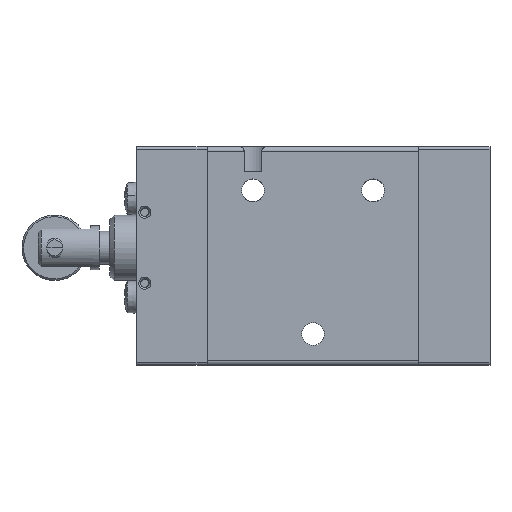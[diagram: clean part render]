
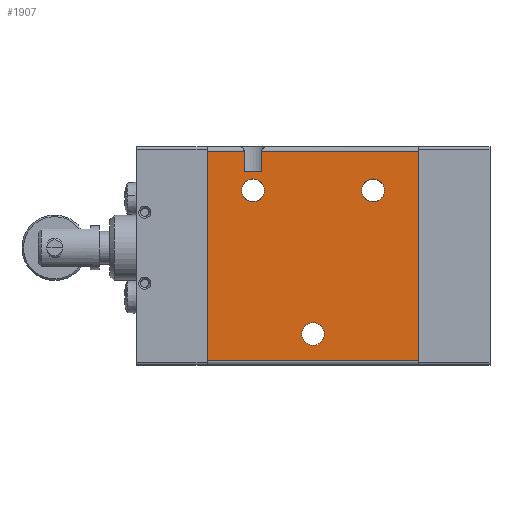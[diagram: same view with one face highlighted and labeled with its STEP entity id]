
A CAD part, top view. The second image highlights one B-rep face of the part: STEP entity #1907.
In plain terms, the highlighted planar face has unit normal (0, 0, 1).
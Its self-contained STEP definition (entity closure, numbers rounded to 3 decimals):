
#45 = CARTESIAN_POINT ( 'NONE',  ( -19.4, 39.2, 25. ) ) ;
#88 = EDGE_CURVE ( 'NONE', #1387, #4082, #6214, .T. ) ;
#98 = LINE ( 'NONE', #2578, #13938 ) ;
#169 = DIRECTION ( 'NONE',  ( -1., 0., 0. ) ) ;
#275 = CARTESIAN_POINT ( 'NONE',  ( 19.4, 40., 25. ) ) ;
#357 = CARTESIAN_POINT ( 'NONE',  ( 19.4, 0.8, 25. ) ) ;
#388 = DIRECTION ( 'NONE',  ( -1., 0., 0. ) ) ;
#688 = ORIENTED_EDGE ( 'NONE', *, *, #9900, .T. ) ;
#895 = DIRECTION ( 'NONE',  ( 0., 0., 1. ) ) ;
#905 = EDGE_LOOP ( 'NONE', ( #15710, #11188 ) ) ;
#974 = CARTESIAN_POINT ( 'NONE',  ( 11., 32., 25. ) ) ;
#988 = CARTESIAN_POINT ( 'NONE',  ( -12.622, 35.4, 25. ) ) ;
#1169 = VERTEX_POINT ( 'NONE', #2595 ) ;
#1387 = VERTEX_POINT ( 'NONE', #17701 ) ;
#1450 = AXIS2_PLACEMENT_3D ( 'NONE', #14855, #3172, #6134 ) ;
#1507 = LINE ( 'NONE', #275, #14892 ) ;
#1755 = DIRECTION ( 'NONE',  ( 0., 0., 1. ) ) ;
#1907 = ADVANCED_FACE ( 'NONE', ( #10784, #10306, #17460, #6356 ), #13704, .T. ) ;
#2182 = DIRECTION ( 'NONE',  ( 1., 0., 0. ) ) ;
#2237 = ORIENTED_EDGE ( 'NONE', *, *, #17103, .T. ) ;
#2303 = CARTESIAN_POINT ( 'NONE',  ( -9.378, 39.2, 25. ) ) ;
#2578 = CARTESIAN_POINT ( 'NONE',  ( 19.4, 0.8, 25. ) ) ;
#2595 = CARTESIAN_POINT ( 'NONE',  ( 13.1, 32., 25. ) ) ;
#2837 = EDGE_LOOP ( 'NONE', ( #18098, #16185, #17784, #4015, #15643, #10672, #12981, #12617 ) ) ;
#3001 = CARTESIAN_POINT ( 'NONE',  ( -2.1, 5.7, 25. ) ) ;
#3141 = VERTEX_POINT ( 'NONE', #13465 ) ;
#3172 = DIRECTION ( 'NONE',  ( 0., 0., 1. ) ) ;
#3733 = LINE ( 'NONE', #8914, #13673 ) ;
#3882 = VECTOR ( 'NONE', #169, 1000. ) ;
#4015 = ORIENTED_EDGE ( 'NONE', *, *, #15600, .T. ) ;
#4082 = VERTEX_POINT ( 'NONE', #19044 ) ;
#4563 = DIRECTION ( 'NONE',  ( 0., 1., 0. ) ) ;
#4609 = DIRECTION ( 'NONE',  ( -1., 0., 0. ) ) ;
#4922 = CARTESIAN_POINT ( 'NONE',  ( -9.378, 35.4, 25. ) ) ;
#5061 = DIRECTION ( 'NONE',  ( -1., 0., 0. ) ) ;
#5256 = CARTESIAN_POINT ( 'NONE',  ( -12.622, 39.2, 25. ) ) ;
#5259 = VERTEX_POINT ( 'NONE', #15777 ) ;
#5591 = VERTEX_POINT ( 'NONE', #4922 ) ;
#5973 = EDGE_CURVE ( 'NONE', #4082, #1387, #17608, .T. ) ;
#6134 = DIRECTION ( 'NONE',  ( 1., 0., 0. ) ) ;
#6181 = AXIS2_PLACEMENT_3D ( 'NONE', #7667, #16240, #4609 ) ;
#6214 = CIRCLE ( 'NONE', #13212, 2.1 ) ;
#6308 = VECTOR ( 'NONE', #15256, 1000. ) ;
#6330 = CARTESIAN_POINT ( 'NONE',  ( -19.4, 40., 25. ) ) ;
#6356 = FACE_OUTER_BOUND ( 'NONE', #2837, .T. ) ;
#6530 = CARTESIAN_POINT ( 'NONE',  ( -19.4, 0.8, 25. ) ) ;
#6696 = DIRECTION ( 'NONE',  ( 0., 0., 1. ) ) ;
#6754 = CARTESIAN_POINT ( 'NONE',  ( -11., 32., 25. ) ) ;
#6940 = VERTEX_POINT ( 'NONE', #16950 ) ;
#7260 = EDGE_CURVE ( 'NONE', #14330, #5259, #7618, .T. ) ;
#7505 = VERTEX_POINT ( 'NONE', #357 ) ;
#7618 = LINE ( 'NONE', #45, #3882 ) ;
#7667 = CARTESIAN_POINT ( 'NONE',  ( 0., 5.7, 25. ) ) ;
#7740 = CARTESIAN_POINT ( 'NONE',  ( 0., 5.7, 25. ) ) ;
#8362 = CIRCLE ( 'NONE', #10302, 2.1 ) ;
#8398 = CIRCLE ( 'NONE', #14602, 2.1 ) ;
#8742 = EDGE_CURVE ( 'NONE', #7505, #3141, #1507, .T. ) ;
#8914 = CARTESIAN_POINT ( 'NONE',  ( -9.378, 40., 25. ) ) ;
#8995 = DIRECTION ( 'NONE',  ( 1., 0., 0. ) ) ;
#9173 = DIRECTION ( 'NONE',  ( 1., 0., 0. ) ) ;
#9422 = DIRECTION ( 'NONE',  ( 0., 0., -1. ) ) ;
#9428 = CIRCLE ( 'NONE', #6181, 2.1 ) ;
#9499 = EDGE_LOOP ( 'NONE', ( #688, #2237 ) ) ;
#9649 = DIRECTION ( 'NONE',  ( 0., -1., 0. ) ) ;
#9900 = EDGE_CURVE ( 'NONE', #16733, #6940, #9428, .T. ) ;
#10302 = AXIS2_PLACEMENT_3D ( 'NONE', #974, #17366, #15800 ) ;
#10306 = FACE_BOUND ( 'NONE', #905, .T. ) ;
#10499 = ORIENTED_EDGE ( 'NONE', *, *, #5973, .F. ) ;
#10672 = ORIENTED_EDGE ( 'NONE', *, *, #15906, .F. ) ;
#10744 = LINE ( 'NONE', #12245, #6308 ) ;
#10784 = FACE_BOUND ( 'NONE', #11021, .T. ) ;
#10883 = DIRECTION ( 'NONE',  ( 0., 1., 0. ) ) ;
#11021 = EDGE_LOOP ( 'NONE', ( #10499, #14122 ) ) ;
#11188 = ORIENTED_EDGE ( 'NONE', *, *, #13434, .F. ) ;
#11440 = VECTOR ( 'NONE', #8995, 1000. ) ;
#11572 = DIRECTION ( 'NONE',  ( 1., 0., 0. ) ) ;
#12009 = CARTESIAN_POINT ( 'NONE',  ( 8.9, 32., 25. ) ) ;
#12245 = CARTESIAN_POINT ( 'NONE',  ( -12.622, 40., 25. ) ) ;
#12617 = ORIENTED_EDGE ( 'NONE', *, *, #7260, .T. ) ;
#12622 = AXIS2_PLACEMENT_3D ( 'NONE', #16698, #6696, #17279 ) ;
#12981 = ORIENTED_EDGE ( 'NONE', *, *, #16744, .F. ) ;
#13042 = EDGE_CURVE ( 'NONE', #1169, #18553, #8398, .T. ) ;
#13159 = EDGE_CURVE ( 'NONE', #5591, #15667, #3733, .T. ) ;
#13212 = AXIS2_PLACEMENT_3D ( 'NONE', #6754, #895, #2182 ) ;
#13434 = EDGE_CURVE ( 'NONE', #18553, #1169, #8362, .T. ) ;
#13465 = CARTESIAN_POINT ( 'NONE',  ( 19.4, 39.2, 25. ) ) ;
#13673 = VECTOR ( 'NONE', #10883, 1000. ) ;
#13704 = PLANE ( 'NONE',  #12622 ) ;
#13719 = VECTOR ( 'NONE', #9649, 1000. ) ;
#13938 = VECTOR ( 'NONE', #11572, 1000. ) ;
#14122 = ORIENTED_EDGE ( 'NONE', *, *, #88, .F. ) ;
#14330 = VERTEX_POINT ( 'NONE', #5256 ) ;
#14602 = AXIS2_PLACEMENT_3D ( 'NONE', #16521, #1755, #9173 ) ;
#14855 = CARTESIAN_POINT ( 'NONE',  ( -11., 32., 25. ) ) ;
#14864 = LINE ( 'NONE', #6330, #13719 ) ;
#14892 = VECTOR ( 'NONE', #4563, 1000. ) ;
#15051 = CARTESIAN_POINT ( 'NONE',  ( 19.4, 35.4, 25. ) ) ;
#15256 = DIRECTION ( 'NONE',  ( 0., -1., 0. ) ) ;
#15418 = LINE ( 'NONE', #2303, #15922 ) ;
#15600 = EDGE_CURVE ( 'NONE', #3141, #15667, #15418, .T. ) ;
#15643 = ORIENTED_EDGE ( 'NONE', *, *, #13159, .F. ) ;
#15667 = VERTEX_POINT ( 'NONE', #18687 ) ;
#15710 = ORIENTED_EDGE ( 'NONE', *, *, #13042, .F. ) ;
#15777 = CARTESIAN_POINT ( 'NONE',  ( -19.4, 39.2, 25. ) ) ;
#15800 = DIRECTION ( 'NONE',  ( 1., 0., 0. ) ) ;
#15906 = EDGE_CURVE ( 'NONE', #19086, #5591, #16033, .T. ) ;
#15922 = VECTOR ( 'NONE', #5061, 1000. ) ;
#16014 = VERTEX_POINT ( 'NONE', #6530 ) ;
#16033 = LINE ( 'NONE', #15051, #11440 ) ;
#16126 = EDGE_CURVE ( 'NONE', #5259, #16014, #14864, .T. ) ;
#16185 = ORIENTED_EDGE ( 'NONE', *, *, #16978, .T. ) ;
#16240 = DIRECTION ( 'NONE',  ( 0., 0., -1. ) ) ;
#16262 = AXIS2_PLACEMENT_3D ( 'NONE', #7740, #9422, #388 ) ;
#16521 = CARTESIAN_POINT ( 'NONE',  ( 11., 32., 25. ) ) ;
#16698 = CARTESIAN_POINT ( 'NONE',  ( 19.4, 0., 25. ) ) ;
#16733 = VERTEX_POINT ( 'NONE', #3001 ) ;
#16744 = EDGE_CURVE ( 'NONE', #14330, #19086, #10744, .T. ) ;
#16950 = CARTESIAN_POINT ( 'NONE',  ( 2.1, 5.7, 25. ) ) ;
#16978 = EDGE_CURVE ( 'NONE', #16014, #7505, #98, .T. ) ;
#17103 = EDGE_CURVE ( 'NONE', #6940, #16733, #17845, .T. ) ;
#17279 = DIRECTION ( 'NONE',  ( 1., 0., 0. ) ) ;
#17366 = DIRECTION ( 'NONE',  ( 0., 0., 1. ) ) ;
#17460 = FACE_BOUND ( 'NONE', #9499, .T. ) ;
#17608 = CIRCLE ( 'NONE', #1450, 2.1 ) ;
#17701 = CARTESIAN_POINT ( 'NONE',  ( -13.1, 32., 25. ) ) ;
#17784 = ORIENTED_EDGE ( 'NONE', *, *, #8742, .T. ) ;
#17845 = CIRCLE ( 'NONE', #16262, 2.1 ) ;
#18098 = ORIENTED_EDGE ( 'NONE', *, *, #16126, .T. ) ;
#18553 = VERTEX_POINT ( 'NONE', #12009 ) ;
#18687 = CARTESIAN_POINT ( 'NONE',  ( -9.378, 39.2, 25. ) ) ;
#19044 = CARTESIAN_POINT ( 'NONE',  ( -8.9, 32., 25. ) ) ;
#19086 = VERTEX_POINT ( 'NONE', #988 ) ;
